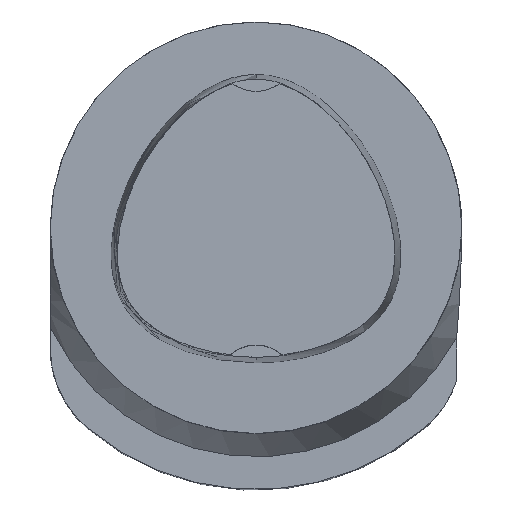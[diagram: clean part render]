
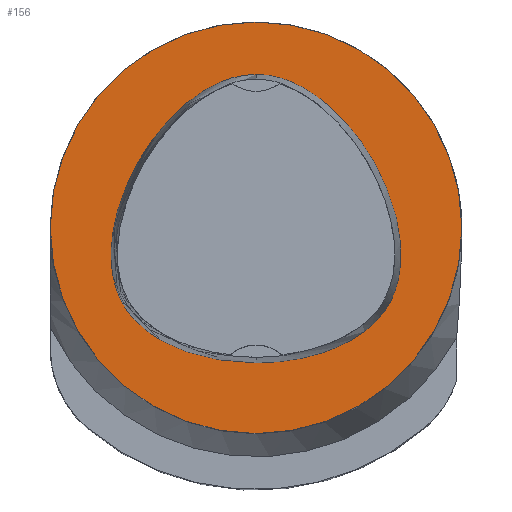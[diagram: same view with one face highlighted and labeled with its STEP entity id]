
A CAD part, top view. The second image highlights one B-rep face of the part: STEP entity #156.
In plain terms, the highlighted planar face has unit normal (0, 0, 1).
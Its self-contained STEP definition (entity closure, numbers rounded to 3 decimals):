
#156=ADVANCED_FACE('240[2]',(#390,#391),#392,.T.);
#183=EDGE_CURVE('240[2]',#427,#428,#429,.T.);
#259=EDGE_CURVE('240[2]',#428,#427,#518,.T.);
#285=EDGE_CURVE('240[2]',#549,#549,#550,.T.);
#390=FACE_BOUND('',#709,.T.);
#391=FACE_OUTER_BOUND('',#710,.T.);
#392=PLANE('',#711);
#427=VERTEX_POINT('',#976);
#428=VERTEX_POINT('',#977);
#429=B_SPLINE_CURVE_WITH_KNOTS('',3,(#978,#979,#980,#981,#982,#983,#984,#985,#986,#987,#988,#989,#990,#991,#992,#993,#994,#995,#996,#997),.UNSPECIFIED.,.F.,.F.,(4,2,2,2,2,2,2,2,2,4),(0.0,4.776,11.273,21.392,34.435,42.606,50.255,61.049,76.294,98.645),.UNSPECIFIED.);
#518=B_SPLINE_CURVE_WITH_KNOTS('',3,(#1410,#1411,#1412,#1413,#1414,#1415,#1416,#1417,#1418,#1419,#1420,#1421,#1422,#1423,#1424,#1425,#1426,#1427,#1428,#1429),.UNSPECIFIED.,.F.,.F.,(4,2,2,2,2,2,2,2,2,4),(0.0,12.537,20.301,27.626,37.858,52.643,74.802,96.071,106.299,115.973),.UNSPECIFIED.);
#549=VERTEX_POINT('',#1495);
#550=CIRCLE('',#1496,31.492);
#709=EDGE_LOOP('',(#1573,#1574));
#710=EDGE_LOOP('',(#1575));
#711=AXIS2_PLACEMENT_3D('',#1576,#1577,#1578);
#976=CARTESIAN_POINT('',(0.,23.475,0.));
#977=CARTESIAN_POINT('',(0.,-20.675,0.));
#978=CARTESIAN_POINT('',(-0.07,23.475,0.));
#979=CARTESIAN_POINT('',(1.522,23.484,0.));
#980=CARTESIAN_POINT('',(3.087,23.177,0.));
#981=CARTESIAN_POINT('',(6.626,21.911,0.));
#982=CARTESIAN_POINT('',(8.53,20.764,0.));
#983=CARTESIAN_POINT('',(12.886,17.32,0.));
#984=CARTESIAN_POINT('',(15.194,14.633,0.));
#985=CARTESIAN_POINT('',(19.397,8.088,0.));
#986=CARTESIAN_POINT('',(21.073,3.976,0.));
#987=CARTESIAN_POINT('',(22.24,-2.462,0.));
#988=CARTESIAN_POINT('',(22.346,-5.06,0.));
#989=CARTESIAN_POINT('',(21.42,-9.835,0.));
#990=CARTESIAN_POINT('',(20.581,-11.401,0.));
#991=CARTESIAN_POINT('',(19.016,-13.762,0.));
#992=CARTESIAN_POINT('',(17.838,-14.94,0.));
#993=CARTESIAN_POINT('',(14.633,-17.335,0.));
#994=CARTESIAN_POINT('',(12.452,-18.371,0.));
#995=CARTESIAN_POINT('',(6.952,-20.185,0.));
#996=CARTESIAN_POINT('',(3.387,-20.682,0.));
#997=CARTESIAN_POINT('',(-0.07,-20.675,0.));
#1410=CARTESIAN_POINT('',(0.07,-20.675,0.));
#1411=CARTESIAN_POINT('',(-4.109,-20.683,0.));
#1412=CARTESIAN_POINT('',(-8.287,-19.956,0.));
#1413=CARTESIAN_POINT('',(-14.082,-17.605,0.));
#1414=CARTESIAN_POINT('',(-16.208,-16.371,0.));
#1415=CARTESIAN_POINT('',(-19.575,-13.185,0.));
#1416=CARTESIAN_POINT('',(-20.433,-11.678,0.));
#1417=CARTESIAN_POINT('',(-21.622,-8.993,0.));
#1418=CARTESIAN_POINT('',(-21.993,-7.308,0.));
#1419=CARTESIAN_POINT('',(-22.314,-3.133,0.));
#1420=CARTESIAN_POINT('',(-22.006,-0.592,0.));
#1421=CARTESIAN_POINT('',(-20.497,5.424,0.));
#1422=CARTESIAN_POINT('',(-18.839,9.102,0.));
#1423=CARTESIAN_POINT('',(-14.476,15.583,0.));
#1424=CARTESIAN_POINT('',(-11.858,18.355,0.));
#1425=CARTESIAN_POINT('',(-7.62,21.285,0.));
#1426=CARTESIAN_POINT('',(-6.128,22.093,0.));
#1427=CARTESIAN_POINT('',(-3.063,23.182,0.));
#1428=CARTESIAN_POINT('',(-1.51,23.484,0.));
#1429=CARTESIAN_POINT('',(0.07,23.475,0.));
#1495=CARTESIAN_POINT('',(0.,-31.492,0.0));
#1496=AXIS2_PLACEMENT_3D('',#1783,#1784,#1785);
#1573=ORIENTED_EDGE('',*,*,#259,.T.);
#1574=ORIENTED_EDGE('',*,*,#183,.T.);
#1575=ORIENTED_EDGE('',*,*,#285,.T.);
#1576=CARTESIAN_POINT('',(0.,-15.746,0.0));
#1577=DIRECTION('',(0.,0.,1.0));
#1578=DIRECTION('',(1.0,0.,0.0));
#1783=CARTESIAN_POINT('',(0.0,0.0,0.0));
#1784=DIRECTION('',(0.,0.,1.0));
#1785=DIRECTION('',(0.,-1.0,0.));
